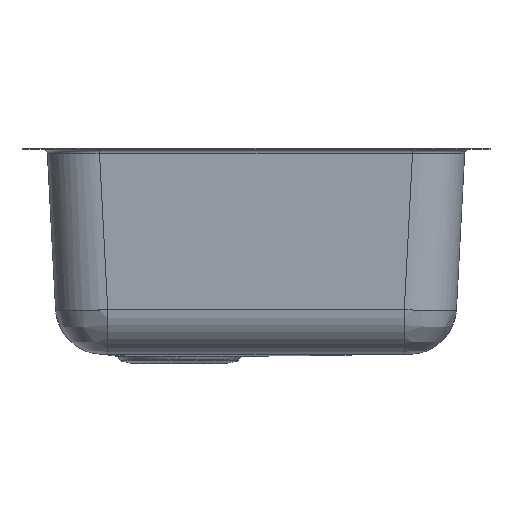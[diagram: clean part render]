
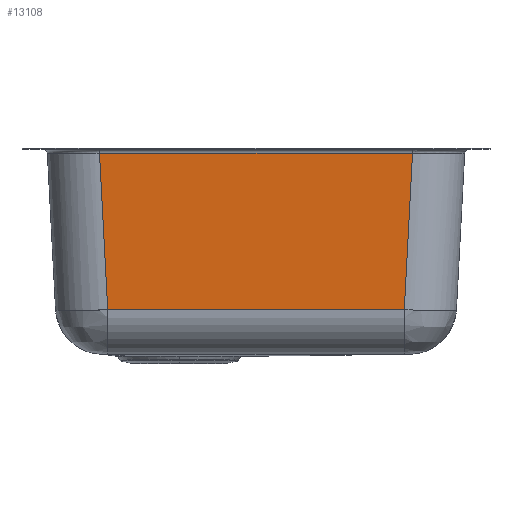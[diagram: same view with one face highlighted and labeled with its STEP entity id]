
A CAD part, left-side view. The second image highlights one B-rep face of the part: STEP entity #13108.
In plain terms, the highlighted planar face has unit normal (-0.999, 0, -0.052).
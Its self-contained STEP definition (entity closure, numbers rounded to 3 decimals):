
#295 = DIRECTION ( 'NONE',  ( 0.052, 0.052, -0.997 ) ) ;
#465 = CARTESIAN_POINT ( 'NONE',  ( -364.252, -144.822, 142.593 ) ) ;
#700 = PLANE ( 'NONE',  #8678 ) ;
#1159 = VECTOR ( 'NONE', #11166, 1000. ) ;
#1952 = DIRECTION ( 'NONE',  ( 0.999, 0., 0.052 ) ) ;
#2818 = LINE ( 'NONE', #11795, #5990 ) ;
#2855 = EDGE_LOOP ( 'NONE', ( #4977, #13476, #9137, #5070 ) ) ;
#2861 = LINE ( 'NONE', #3729, #4107 ) ;
#3137 = CARTESIAN_POINT ( 'NONE',  ( -372.499, -203., 299.948 ) ) ;
#3491 = CARTESIAN_POINT ( 'NONE',  ( -372.25, -152.82, 295.209 ) ) ;
#3619 = EDGE_CURVE ( 'NONE', #7660, #13168, #12424, .T. ) ;
#3729 = CARTESIAN_POINT ( 'NONE',  ( -371.526, 152.096, 281.389 ) ) ;
#4107 = VECTOR ( 'NONE', #12718, 1000. ) ;
#4977 = ORIENTED_EDGE ( 'NONE', *, *, #16477, .F. ) ;
#5070 = ORIENTED_EDGE ( 'NONE', *, *, #14690, .F. ) ;
#5312 = CARTESIAN_POINT ( 'NONE',  ( -372.25, -203., 295.209 ) ) ;
#5990 = VECTOR ( 'NONE', #295, 1000. ) ;
#6913 = FACE_OUTER_BOUND ( 'NONE', #2855, .T. ) ;
#7660 = VERTEX_POINT ( 'NONE', #465 ) ;
#8202 = CARTESIAN_POINT ( 'NONE',  ( -372.25, 152.82, 295.209 ) ) ;
#8678 = AXIS2_PLACEMENT_3D ( 'NONE', #3137, #1952, #9761 ) ;
#9137 = ORIENTED_EDGE ( 'NONE', *, *, #16130, .F. ) ;
#9178 = VECTOR ( 'NONE', #11783, 1000. ) ;
#9761 = DIRECTION ( 'NONE',  ( 0.052, 0., -0.999 ) ) ;
#11166 = DIRECTION ( 'NONE',  ( 0., 1., 0. ) ) ;
#11783 = DIRECTION ( 'NONE',  ( 0., -1., 0. ) ) ;
#11795 = CARTESIAN_POINT ( 'NONE',  ( -372.635, -153.205, 302.55 ) ) ;
#11867 = LINE ( 'NONE', #5312, #9178 ) ;
#12424 = LINE ( 'NONE', #16024, #1159 ) ;
#12718 = DIRECTION ( 'NONE',  ( -0.052, 0.052, 0.997 ) ) ;
#13108 = ADVANCED_FACE ( 'NONE', ( #6913 ), #700, .F. ) ;
#13168 = VERTEX_POINT ( 'NONE', #15878 ) ;
#13476 = ORIENTED_EDGE ( 'NONE', *, *, #3619, .F. ) ;
#14690 = EDGE_CURVE ( 'NONE', #14844, #15303, #11867, .T. ) ;
#14844 = VERTEX_POINT ( 'NONE', #8202 ) ;
#15303 = VERTEX_POINT ( 'NONE', #3491 ) ;
#15878 = CARTESIAN_POINT ( 'NONE',  ( -364.252, 144.822, 142.593 ) ) ;
#16024 = CARTESIAN_POINT ( 'NONE',  ( -364.252, -203., 142.593 ) ) ;
#16130 = EDGE_CURVE ( 'NONE', #15303, #7660, #2818, .T. ) ;
#16477 = EDGE_CURVE ( 'NONE', #13168, #14844, #2861, .T. ) ;
